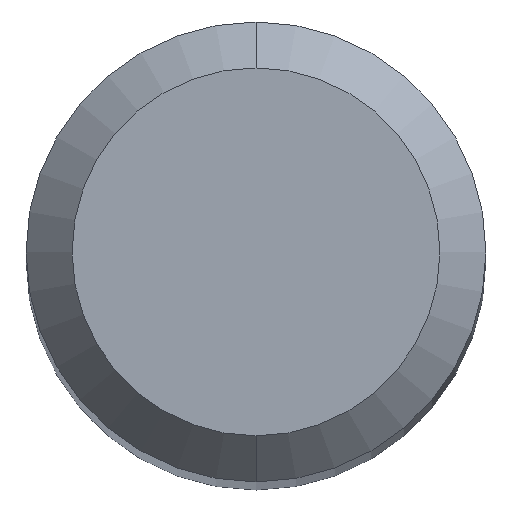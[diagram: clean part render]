
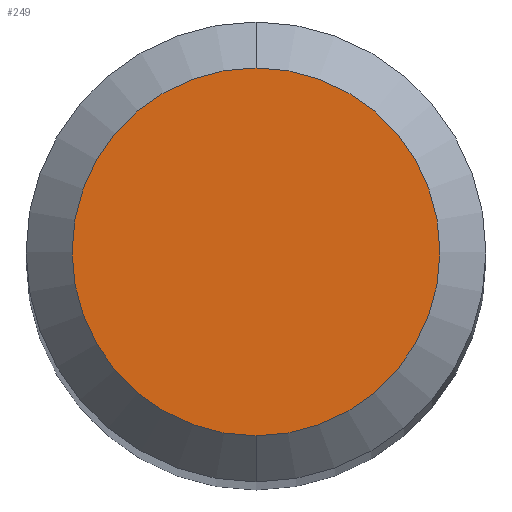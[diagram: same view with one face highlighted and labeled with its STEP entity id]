
A CAD part, top view. The second image highlights one B-rep face of the part: STEP entity #249.
In plain terms, the highlighted planar face has unit normal (0, 0, 1).
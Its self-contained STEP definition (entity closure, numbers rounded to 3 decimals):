
#179=EDGE_CURVE('',#333,#379,#470,.T.);
#249=ADVANCED_FACE('',(#550),#551,.T.);
#291=EDGE_CURVE('',#379,#333,#599,.T.);
#333=VERTEX_POINT('',#643);
#379=VERTEX_POINT('',#691);
#470=CIRCLE('',#785,1.2);
#550=FACE_OUTER_BOUND('',#930,.T.);
#551=PLANE('',#931);
#599=CIRCLE('',#1047,1.2);
#643=CARTESIAN_POINT('',(0.,-1.2,29.48));
#691=CARTESIAN_POINT('',(0.0,1.2,29.48));
#785=AXIS2_PLACEMENT_3D('',#1434,#1435,#1436);
#930=EDGE_LOOP('',(#1567,#1568));
#931=AXIS2_PLACEMENT_3D('',#1569,#1570,#1571);
#1047=AXIS2_PLACEMENT_3D('',#1629,#1630,#1631);
#1434=CARTESIAN_POINT('',(0.0,0.0,29.48));
#1435=DIRECTION('',(0.0,0.0,-1.0));
#1436=DIRECTION('',(0.0,1.0,0.0));
#1567=ORIENTED_EDGE('',*,*,#291,.F.);
#1568=ORIENTED_EDGE('',*,*,#179,.F.);
#1569=CARTESIAN_POINT('',(0.0,0.6,29.48));
#1570=DIRECTION('',(0.0,0.0,1.0));
#1571=DIRECTION('',(0.0,-1.0,0.0));
#1629=CARTESIAN_POINT('',(0.0,0.0,29.48));
#1630=DIRECTION('',(0.0,0.0,-1.0));
#1631=DIRECTION('',(0.0,1.0,0.0));
